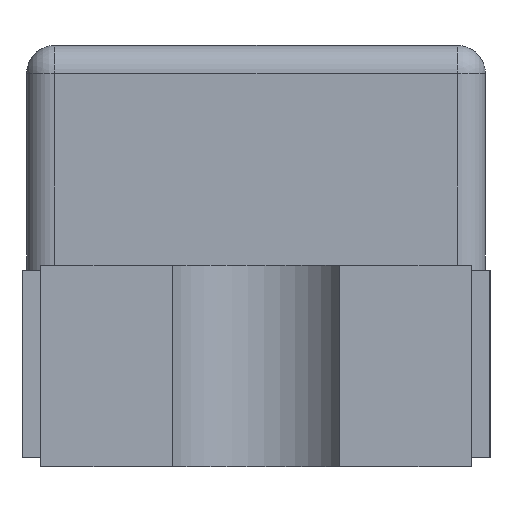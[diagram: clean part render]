
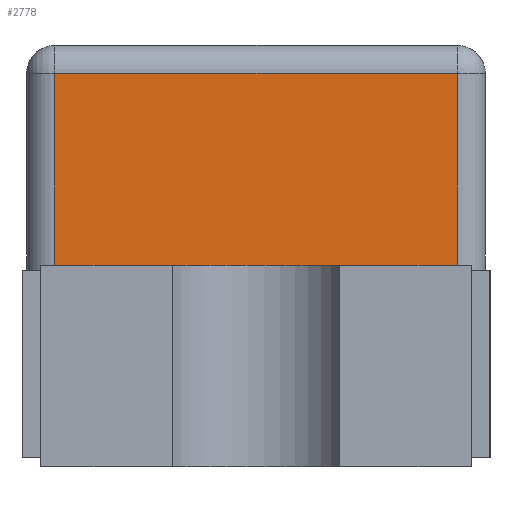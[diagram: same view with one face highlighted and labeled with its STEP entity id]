
A CAD part, left-side view. The second image highlights one B-rep face of the part: STEP entity #2778.
In plain terms, the highlighted planar face has unit normal (-1, 0, 0).
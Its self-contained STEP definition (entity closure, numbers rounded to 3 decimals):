
#840 = PLANE('',#841);
#841 = AXIS2_PLACEMENT_3D('',#842,#843,#844);
#842 = CARTESIAN_POINT('',(-0.505,-0.23,0.215));
#843 = DIRECTION('',(-0.,0.,1.));
#844 = DIRECTION('',(1.,0.,0.));
#976 = VERTEX_POINT('',#977);
#977 = CARTESIAN_POINT('',(-0.42,-0.215,0.215));
#996 = CYLINDRICAL_SURFACE('',#997,0.03);
#997 = AXIS2_PLACEMENT_3D('',#998,#999,#1000);
#998 = CARTESIAN_POINT('',(-0.39,-0.215,0.45));
#999 = DIRECTION('',(-0.,0.,-1.));
#1000 = DIRECTION('',(-1.,0.,0.));
#1030 = EDGE_CURVE('',#976,#1031,#1033,.T.);
#1031 = VERTEX_POINT('',#1032);
#1032 = CARTESIAN_POINT('',(-0.42,0.215,0.215));
#1033 = SURFACE_CURVE('',#1034,(#1038,#1045),.PCURVE_S1.);
#1034 = LINE('',#1035,#1036);
#1035 = CARTESIAN_POINT('',(-0.42,-0.23,0.215));
#1036 = VECTOR('',#1037,1.);
#1037 = DIRECTION('',(0.,1.,0.));
#1038 = PCURVE('',#840,#1039);
#1039 = DEFINITIONAL_REPRESENTATION('',(#1040),#1044);
#1040 = LINE('',#1041,#1042);
#1041 = CARTESIAN_POINT('',(0.085,0.));
#1042 = VECTOR('',#1043,1.);
#1043 = DIRECTION('',(0.,1.));
#1044 = ( GEOMETRIC_REPRESENTATION_CONTEXT(2) 
PARAMETRIC_REPRESENTATION_CONTEXT() REPRESENTATION_CONTEXT('2D SPACE',''
  ) );
#1045 = PCURVE('',#1046,#1051);
#1046 = PLANE('',#1047);
#1047 = AXIS2_PLACEMENT_3D('',#1048,#1049,#1050);
#1048 = CARTESIAN_POINT('',(-0.42,0.245,0.45));
#1049 = DIRECTION('',(1.,0.,-0.));
#1050 = DIRECTION('',(0.,1.,0.));
#1051 = DEFINITIONAL_REPRESENTATION('',(#1052),#1056);
#1052 = LINE('',#1053,#1054);
#1053 = CARTESIAN_POINT('',(-0.475,-0.235));
#1054 = VECTOR('',#1055,1.);
#1055 = DIRECTION('',(1.,0.));
#1056 = ( GEOMETRIC_REPRESENTATION_CONTEXT(2) 
PARAMETRIC_REPRESENTATION_CONTEXT() REPRESENTATION_CONTEXT('2D SPACE',''
  ) );
#1079 = CYLINDRICAL_SURFACE('',#1080,0.03);
#1080 = AXIS2_PLACEMENT_3D('',#1081,#1082,#1083);
#1081 = CARTESIAN_POINT('',(-0.39,0.215,0.45));
#1082 = DIRECTION('',(0.,0.,-1.));
#1083 = DIRECTION('',(-1.,0.,0.));
#2778 = ADVANCED_FACE('',(#2779),#1046,.F.);
#2779 = FACE_BOUND('',#2780,.T.);
#2780 = EDGE_LOOP('',(#2781,#2833,#2876,#2877));
#2781 = ORIENTED_EDGE('',*,*,#2782,.T.);
#2782 = EDGE_CURVE('',#2783,#2785,#2787,.T.);
#2783 = VERTEX_POINT('',#2784);
#2784 = CARTESIAN_POINT('',(-0.42,-0.215,0.42));
#2785 = VERTEX_POINT('',#2786);
#2786 = CARTESIAN_POINT('',(-0.42,0.215,0.42));
#2787 = SURFACE_CURVE('',#2788,(#2792,#2799),.PCURVE_S1.);
#2788 = LINE('',#2789,#2790);
#2789 = CARTESIAN_POINT('',(-0.42,0.245,0.42));
#2790 = VECTOR('',#2791,1.);
#2791 = DIRECTION('',(0.,1.,-0.));
#2792 = PCURVE('',#1046,#2793);
#2793 = DEFINITIONAL_REPRESENTATION('',(#2794),#2798);
#2794 = LINE('',#2795,#2796);
#2795 = CARTESIAN_POINT('',(0.,-0.03));
#2796 = VECTOR('',#2797,1.);
#2797 = DIRECTION('',(1.,0.));
#2798 = ( GEOMETRIC_REPRESENTATION_CONTEXT(2) 
PARAMETRIC_REPRESENTATION_CONTEXT() REPRESENTATION_CONTEXT('2D SPACE',''
  ) );
#2799 = PCURVE('',#2800,#2805);
#2800 = CYLINDRICAL_SURFACE('',#2801,0.03);
#2801 = AXIS2_PLACEMENT_3D('',#2802,#2803,#2804);
#2802 = CARTESIAN_POINT('',(-0.39,-0.245,0.42));
#2803 = DIRECTION('',(0.,1.,0.));
#2804 = DIRECTION('',(-1.,0.,-0.));
#2805 = DEFINITIONAL_REPRESENTATION('',(#2806),#2832);
#2806 = B_SPLINE_CURVE_WITH_KNOTS('',3,(#2807,#2808,#2809,#2810,#2811,
    #2812,#2813,#2814,#2815,#2816,#2817,#2818,#2819,#2820,#2821,#2822,
    #2823,#2824,#2825,#2826,#2827,#2828,#2829,#2830,#2831),
  .UNSPECIFIED.,.F.,.F.,(4,1,1,1,1,1,1,1,1,1,1,1,1,1,1,1,1,1,1,1,1,1,4),
  (-0.46,-0.44,-0.421,-0.401,-0.382
    ,-0.362,-0.343,-0.323,-0.304,
    -0.284,-0.265,-0.245,-0.225,
    -0.206,-0.186,-0.167,-0.147,
    -0.128,-0.108,-0.089,
    -0.069,-0.05,-0.03),.UNSPECIFIED.);
#2807 = CARTESIAN_POINT('',(0.,0.03));
#2808 = CARTESIAN_POINT('',(0.,0.037));
#2809 = CARTESIAN_POINT('',(0.,0.05));
#2810 = CARTESIAN_POINT('',(0.,0.069));
#2811 = CARTESIAN_POINT('',(0.,0.089));
#2812 = CARTESIAN_POINT('',(0.,0.108));
#2813 = CARTESIAN_POINT('',(0.,0.128));
#2814 = CARTESIAN_POINT('',(0.,0.147));
#2815 = CARTESIAN_POINT('',(0.,0.167));
#2816 = CARTESIAN_POINT('',(0.,0.186));
#2817 = CARTESIAN_POINT('',(0.,0.206));
#2818 = CARTESIAN_POINT('',(0.,0.225));
#2819 = CARTESIAN_POINT('',(0.,0.245));
#2820 = CARTESIAN_POINT('',(0.,0.265));
#2821 = CARTESIAN_POINT('',(0.,0.284));
#2822 = CARTESIAN_POINT('',(0.,0.304));
#2823 = CARTESIAN_POINT('',(0.,0.323));
#2824 = CARTESIAN_POINT('',(0.,0.343));
#2825 = CARTESIAN_POINT('',(0.,0.362));
#2826 = CARTESIAN_POINT('',(0.,0.382));
#2827 = CARTESIAN_POINT('',(0.,0.401));
#2828 = CARTESIAN_POINT('',(0.,0.421));
#2829 = CARTESIAN_POINT('',(0.,0.44));
#2830 = CARTESIAN_POINT('',(0.,0.453));
#2831 = CARTESIAN_POINT('',(0.,0.46));
#2832 = ( GEOMETRIC_REPRESENTATION_CONTEXT(2) 
PARAMETRIC_REPRESENTATION_CONTEXT() REPRESENTATION_CONTEXT('2D SPACE',''
  ) );
#2833 = ORIENTED_EDGE('',*,*,#2834,.T.);
#2834 = EDGE_CURVE('',#2785,#1031,#2835,.T.);
#2835 = SURFACE_CURVE('',#2836,(#2840,#2847),.PCURVE_S1.);
#2836 = LINE('',#2837,#2838);
#2837 = CARTESIAN_POINT('',(-0.42,0.215,0.45));
#2838 = VECTOR('',#2839,1.);
#2839 = DIRECTION('',(0.,0.,-1.));
#2840 = PCURVE('',#1046,#2841);
#2841 = DEFINITIONAL_REPRESENTATION('',(#2842),#2846);
#2842 = LINE('',#2843,#2844);
#2843 = CARTESIAN_POINT('',(-0.03,0.));
#2844 = VECTOR('',#2845,1.);
#2845 = DIRECTION('',(0.,-1.));
#2846 = ( GEOMETRIC_REPRESENTATION_CONTEXT(2) 
PARAMETRIC_REPRESENTATION_CONTEXT() REPRESENTATION_CONTEXT('2D SPACE',''
  ) );
#2847 = PCURVE('',#1079,#2848);
#2848 = DEFINITIONAL_REPRESENTATION('',(#2849),#2875);
#2849 = B_SPLINE_CURVE_WITH_KNOTS('',3,(#2850,#2851,#2852,#2853,#2854,
    #2855,#2856,#2857,#2858,#2859,#2860,#2861,#2862,#2863,#2864,#2865,
    #2866,#2867,#2868,#2869,#2870,#2871,#2872,#2873,#2874),
  .UNSPECIFIED.,.F.,.F.,(4,1,1,1,1,1,1,1,1,1,1,1,1,1,1,1,1,1,1,1,1,1,4),
  (0.03,0.039,0.049,0.058,
    0.067,0.077,0.086,
    0.095,0.105,0.114,0.123,
    0.133,0.142,0.151,0.16,0.17,
    0.179,0.188,0.198,0.207,
    0.216,0.226,0.235),.UNSPECIFIED.);
#2850 = CARTESIAN_POINT('',(0.,0.03));
#2851 = CARTESIAN_POINT('',(0.,0.033));
#2852 = CARTESIAN_POINT('',(0.,0.039));
#2853 = CARTESIAN_POINT('',(0.,0.049));
#2854 = CARTESIAN_POINT('',(0.,0.058));
#2855 = CARTESIAN_POINT('',(0.,0.067));
#2856 = CARTESIAN_POINT('',(0.,0.077));
#2857 = CARTESIAN_POINT('',(0.,0.086));
#2858 = CARTESIAN_POINT('',(0.,0.095));
#2859 = CARTESIAN_POINT('',(0.,0.105));
#2860 = CARTESIAN_POINT('',(0.,0.114));
#2861 = CARTESIAN_POINT('',(0.,0.123));
#2862 = CARTESIAN_POINT('',(0.,0.133));
#2863 = CARTESIAN_POINT('',(0.,0.142));
#2864 = CARTESIAN_POINT('',(0.,0.151));
#2865 = CARTESIAN_POINT('',(0.,0.16));
#2866 = CARTESIAN_POINT('',(0.,0.17));
#2867 = CARTESIAN_POINT('',(0.,0.179));
#2868 = CARTESIAN_POINT('',(0.,0.188));
#2869 = CARTESIAN_POINT('',(0.,0.198));
#2870 = CARTESIAN_POINT('',(0.,0.207));
#2871 = CARTESIAN_POINT('',(0.,0.216));
#2872 = CARTESIAN_POINT('',(0.,0.226));
#2873 = CARTESIAN_POINT('',(0.,0.232));
#2874 = CARTESIAN_POINT('',(0.,0.235));
#2875 = ( GEOMETRIC_REPRESENTATION_CONTEXT(2) 
PARAMETRIC_REPRESENTATION_CONTEXT() REPRESENTATION_CONTEXT('2D SPACE',''
  ) );
#2876 = ORIENTED_EDGE('',*,*,#1030,.F.);
#2877 = ORIENTED_EDGE('',*,*,#2878,.T.);
#2878 = EDGE_CURVE('',#976,#2783,#2879,.T.);
#2879 = SURFACE_CURVE('',#2880,(#2884,#2891),.PCURVE_S1.);
#2880 = LINE('',#2881,#2882);
#2881 = CARTESIAN_POINT('',(-0.42,-0.215,0.45));
#2882 = VECTOR('',#2883,1.);
#2883 = DIRECTION('',(0.,-0.,1.));
#2884 = PCURVE('',#1046,#2885);
#2885 = DEFINITIONAL_REPRESENTATION('',(#2886),#2890);
#2886 = LINE('',#2887,#2888);
#2887 = CARTESIAN_POINT('',(-0.46,0.));
#2888 = VECTOR('',#2889,1.);
#2889 = DIRECTION('',(0.,1.));
#2890 = ( GEOMETRIC_REPRESENTATION_CONTEXT(2) 
PARAMETRIC_REPRESENTATION_CONTEXT() REPRESENTATION_CONTEXT('2D SPACE',''
  ) );
#2891 = PCURVE('',#996,#2892);
#2892 = DEFINITIONAL_REPRESENTATION('',(#2893),#2919);
#2893 = B_SPLINE_CURVE_WITH_KNOTS('',3,(#2894,#2895,#2896,#2897,#2898,
    #2899,#2900,#2901,#2902,#2903,#2904,#2905,#2906,#2907,#2908,#2909,
    #2910,#2911,#2912,#2913,#2914,#2915,#2916,#2917,#2918),
  .UNSPECIFIED.,.F.,.F.,(4,1,1,1,1,1,1,1,1,1,1,1,1,1,1,1,1,1,1,1,1,1,4),
  (-0.235,-0.226,-0.216,-0.207,
    -0.198,-0.188,-0.179,-0.17,
    -0.16,-0.151,-0.142,-0.133,
    -0.123,-0.114,-0.105,-0.095,
    -0.086,-0.077,-0.067,
    -0.058,-0.049,-0.039,-0.03)
  ,.UNSPECIFIED.);
#2894 = CARTESIAN_POINT('',(6.283,0.235));
#2895 = CARTESIAN_POINT('',(6.283,0.232));
#2896 = CARTESIAN_POINT('',(6.283,0.226));
#2897 = CARTESIAN_POINT('',(6.283,0.216));
#2898 = CARTESIAN_POINT('',(6.283,0.207));
#2899 = CARTESIAN_POINT('',(6.283,0.198));
#2900 = CARTESIAN_POINT('',(6.283,0.188));
#2901 = CARTESIAN_POINT('',(6.283,0.179));
#2902 = CARTESIAN_POINT('',(6.283,0.17));
#2903 = CARTESIAN_POINT('',(6.283,0.16));
#2904 = CARTESIAN_POINT('',(6.283,0.151));
#2905 = CARTESIAN_POINT('',(6.283,0.142));
#2906 = CARTESIAN_POINT('',(6.283,0.133));
#2907 = CARTESIAN_POINT('',(6.283,0.123));
#2908 = CARTESIAN_POINT('',(6.283,0.114));
#2909 = CARTESIAN_POINT('',(6.283,0.105));
#2910 = CARTESIAN_POINT('',(6.283,0.095));
#2911 = CARTESIAN_POINT('',(6.283,0.086));
#2912 = CARTESIAN_POINT('',(6.283,0.077));
#2913 = CARTESIAN_POINT('',(6.283,0.067));
#2914 = CARTESIAN_POINT('',(6.283,0.058));
#2915 = CARTESIAN_POINT('',(6.283,0.049));
#2916 = CARTESIAN_POINT('',(6.283,0.039));
#2917 = CARTESIAN_POINT('',(6.283,0.033));
#2918 = CARTESIAN_POINT('',(6.283,0.03));
#2919 = ( GEOMETRIC_REPRESENTATION_CONTEXT(2) 
PARAMETRIC_REPRESENTATION_CONTEXT() REPRESENTATION_CONTEXT('2D SPACE',''
  ) );
